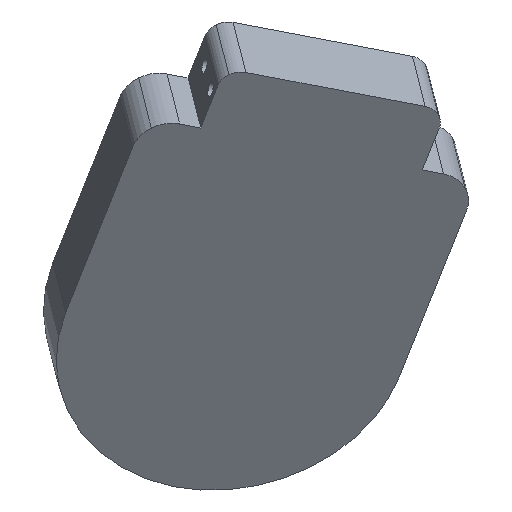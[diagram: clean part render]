
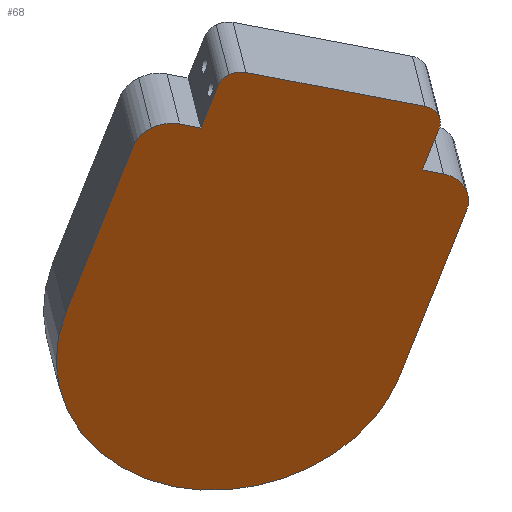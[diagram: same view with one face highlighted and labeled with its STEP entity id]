
A CAD part, left-side view. The second image highlights one B-rep face of the part: STEP entity #68.
In plain terms, the highlighted planar face has unit normal (-0.798, -0.149, -0.584).
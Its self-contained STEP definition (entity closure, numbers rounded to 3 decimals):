
#68=ADVANCED_FACE('',(#113),#114,.F.);
#113=FACE_OUTER_BOUND('',#168,.T.);
#114=PLANE('',#169);
#168=EDGE_LOOP('',(#308,#309,#310,#311,#312,#313,#314,#315,#316,#317,#318,#319,#320,#321,#322,#323,#324,#325));
#169=AXIS2_PLACEMENT_3D('',#326,#327,#328);
#308=ORIENTED_EDGE('',*,*,#419,.F.);
#309=ORIENTED_EDGE('',*,*,#460,.T.);
#310=ORIENTED_EDGE('',*,*,#439,.F.);
#311=ORIENTED_EDGE('',*,*,#440,.F.);
#312=ORIENTED_EDGE('',*,*,#431,.F.);
#313=ORIENTED_EDGE('',*,*,#453,.T.);
#314=ORIENTED_EDGE('',*,*,#446,.F.);
#315=ORIENTED_EDGE('',*,*,#450,.F.);
#316=ORIENTED_EDGE('',*,*,#423,.F.);
#317=ORIENTED_EDGE('',*,*,#444,.F.);
#318=ORIENTED_EDGE('',*,*,#425,.F.);
#319=ORIENTED_EDGE('',*,*,#443,.F.);
#320=ORIENTED_EDGE('',*,*,#433,.F.);
#321=ORIENTED_EDGE('',*,*,#461,.F.);
#322=ORIENTED_EDGE('',*,*,#413,.F.);
#323=ORIENTED_EDGE('',*,*,#462,.F.);
#324=ORIENTED_EDGE('',*,*,#457,.F.);
#325=ORIENTED_EDGE('',*,*,#454,.F.);
#326=CARTESIAN_POINT('',(95.765,83.512,42.381));
#327=DIRECTION('',(0.798,0.149,0.584));
#328=DIRECTION('',(0.52,0.319,-0.792));
#413=EDGE_CURVE('',#488,#491,#492,.T.);
#419=EDGE_CURVE('',#501,#497,#503,.T.);
#423=EDGE_CURVE('',#509,#505,#511,.T.);
#425=EDGE_CURVE('',#512,#515,#516,.T.);
#431=EDGE_CURVE('',#525,#521,#527,.T.);
#433=EDGE_CURVE('',#529,#531,#532,.F.);
#439=EDGE_CURVE('',#541,#536,#543,.F.);
#440=EDGE_CURVE('',#521,#541,#544,.T.);
#443=EDGE_CURVE('',#531,#512,#547,.T.);
#444=EDGE_CURVE('',#515,#509,#548,.T.);
#446=EDGE_CURVE('',#550,#551,#552,.T.);
#450=EDGE_CURVE('',#505,#550,#558,.T.);
#453=EDGE_CURVE('',#525,#551,#561,.F.);
#454=EDGE_CURVE('',#497,#562,#563,.T.);
#457=EDGE_CURVE('',#562,#567,#568,.T.);
#460=EDGE_CURVE('',#501,#536,#572,.T.);
#461=EDGE_CURVE('',#491,#529,#573,.T.);
#462=EDGE_CURVE('',#567,#488,#574,.T.);
#488=VERTEX_POINT('',#606);
#491=VERTEX_POINT('',#610);
#492=CIRCLE('',#611,3.0);
#497=VERTEX_POINT('',#617);
#501=VERTEX_POINT('',#622);
#503=CIRCLE('',#625,3.0);
#505=VERTEX_POINT('',#627);
#509=VERTEX_POINT('',#632);
#511=CIRCLE('',#635,24.0);
#512=VERTEX_POINT('',#636);
#515=VERTEX_POINT('',#640);
#516=CIRCLE('',#641,5.0);
#521=VERTEX_POINT('',#647);
#525=VERTEX_POINT('',#652);
#527=CIRCLE('',#655,5.0);
#529=VERTEX_POINT('',#657);
#531=VERTEX_POINT('',#660);
#532=LINE('',#661,#662);
#536=VERTEX_POINT('',#668);
#541=VERTEX_POINT('',#675);
#543=LINE('',#678,#679);
#544=CIRCLE('',#680,5.0);
#547=CIRCLE('',#683,5.0);
#548=LINE('',#684,#685);
#550=VERTEX_POINT('',#688);
#551=VERTEX_POINT('',#689);
#552=CIRCLE('',#690,24.0);
#558=CIRCLE('',#698,24.0);
#561=LINE('',#702,#703);
#562=VERTEX_POINT('',#704);
#563=CIRCLE('',#705,3.0);
#567=VERTEX_POINT('',#710);
#568=LINE('',#711,#712);
#572=LINE('',#718,#719);
#573=LINE('',#720,#721);
#574=CIRCLE('',#722,3.0);
#606=CARTESIAN_POINT('',(83.571,69.432,62.62));
#610=CARTESIAN_POINT('',(84.943,69.288,60.784));
#611=AXIS2_PLACEMENT_3D('',#753,#754,#755);
#617=CARTESIAN_POINT('',(74.508,97.265,67.893));
#622=CARTESIAN_POINT('',(75.344,98.765,66.369));
#625=AXIS2_PLACEMENT_3D('',#765,#766,#767);
#627=CARTESIAN_POINT('',(114.78,86.517,15.654));
#632=CARTESIAN_POINT('',(108.092,74.517,27.847));
#635=AXIS2_PLACEMENT_3D('',#773,#774,#775);
#636=CARTESIAN_POINT('',(91.339,65.876,52.923));
#640=CARTESIAN_POINT('',(93.625,65.635,49.863));
#641=AXIS2_PLACEMENT_3D('',#777,#778,#779);
#647=CARTESIAN_POINT('',(77.757,107.586,60.825));
#652=CARTESIAN_POINT('',(79.151,110.086,58.284));
#655=AXIS2_PLACEMENT_3D('',#789,#790,#791);
#657=CARTESIAN_POINT('',(88.586,71.524,55.241));
#660=CARTESIAN_POINT('',(89.5,68.717,54.709));
#661=CARTESIAN_POINT('',(86.529,77.841,56.438));
#662=VECTOR('',#793,1.0);
#668=CARTESIAN_POINT('',(78.987,101.002,60.826));
#675=CARTESIAN_POINT('',(78.073,103.809,61.358));
#678=CARTESIAN_POINT('',(86.529,77.841,56.438));
#679=VECTOR('',#799,1.0);
#680=AXIS2_PLACEMENT_3D('',#800,#801,#802);
#683=AXIS2_PLACEMENT_3D('',#809,#810,#811);
#684=CARTESIAN_POINT('',(100.26,69.709,39.766));
#685=VECTOR('',#812,1.0);
#688=CARTESIAN_POINT('',(113.267,104.643,13.096));
#689=CARTESIAN_POINT('',(93.62,118.969,36.265));
#690=AXIS2_PLACEMENT_3D('',#814,#815,#816);
#698=AXIS2_PLACEMENT_3D('',#822,#823,#824);
#702=CARTESIAN_POINT('',(85.786,114.159,48.187));
#703=VECTOR('',#829,1.0);
#704=CARTESIAN_POINT('',(74.697,95.,68.213));
#705=AXIS2_PLACEMENT_3D('',#830,#831,#832);
#710=CARTESIAN_POINT('',(82.468,71.137,63.692));
#711=CARTESIAN_POINT('',(81.325,74.646,64.357));
#712=VECTOR('',#837,1.0);
#718=CARTESIAN_POINT('',(88.223,106.673,46.769));
#719=VECTOR('',#840,1.0);
#720=CARTESIAN_POINT('',(97.822,77.195,41.184));
#721=VECTOR('',#841,1.0);
#722=AXIS2_PLACEMENT_3D('',#842,#843,#844);
#753=CARTESIAN_POINT('',(84.029,72.095,61.316));
#754=DIRECTION('',(0.798,0.149,0.584));
#755=DIRECTION('',(-0.152,-0.888,0.435));
#765=CARTESIAN_POINT('',(76.259,95.958,65.837));
#766=DIRECTION('',(0.798,0.149,0.584));
#767=DIRECTION('',(-0.583,0.436,0.685));
#773=CARTESIAN_POINT('',(100.778,96.976,32.102));
#774=DIRECTION('',(0.798,0.149,0.584));
#775=DIRECTION('',(0.583,-0.436,-0.685));
#777=CARTESIAN_POINT('',(92.102,70.314,50.749));
#778=DIRECTION('',(0.798,0.149,0.584));
#779=DIRECTION('',(-0.152,-0.888,0.435));
#789=CARTESIAN_POINT('',(80.675,105.407,57.398));
#790=DIRECTION('',(0.798,0.149,0.584));
#791=DIRECTION('',(-0.583,0.436,0.685));
#793=DIRECTION('',(-0.305,0.936,0.177));
#799=DIRECTION('',(-0.305,0.936,0.177));
#800=CARTESIAN_POINT('',(80.675,105.407,57.398));
#801=DIRECTION('',(0.798,0.149,0.584));
#802=DIRECTION('',(-0.583,0.436,0.685));
#809=CARTESIAN_POINT('',(92.102,70.314,50.749));
#810=DIRECTION('',(0.798,0.149,0.584));
#811=DIRECTION('',(-0.152,-0.888,0.435));
#812=DIRECTION('',(0.52,0.319,-0.792));
#814=CARTESIAN_POINT('',(100.933,96.51,32.01));
#815=DIRECTION('',(0.798,0.149,0.584));
#816=DIRECTION('',(0.514,0.339,-0.788));
#822=CARTESIAN_POINT('',(100.778,96.976,32.102));
#823=DIRECTION('',(0.798,0.149,0.584));
#824=DIRECTION('',(0.583,-0.436,-0.685));
#829=DIRECTION('',(-0.52,-0.319,0.792));
#830=CARTESIAN_POINT('',(76.259,95.958,65.837));
#831=DIRECTION('',(0.798,0.149,0.584));
#832=DIRECTION('',(-0.583,0.436,0.685));
#837=DIRECTION('',(0.305,-0.936,-0.177));
#840=DIRECTION('',(0.52,0.319,-0.792));
#841=DIRECTION('',(0.52,0.319,-0.792));
#842=CARTESIAN_POINT('',(84.029,72.095,61.316));
#843=DIRECTION('',(0.798,0.149,0.584));
#844=DIRECTION('',(-0.152,-0.888,0.435));
